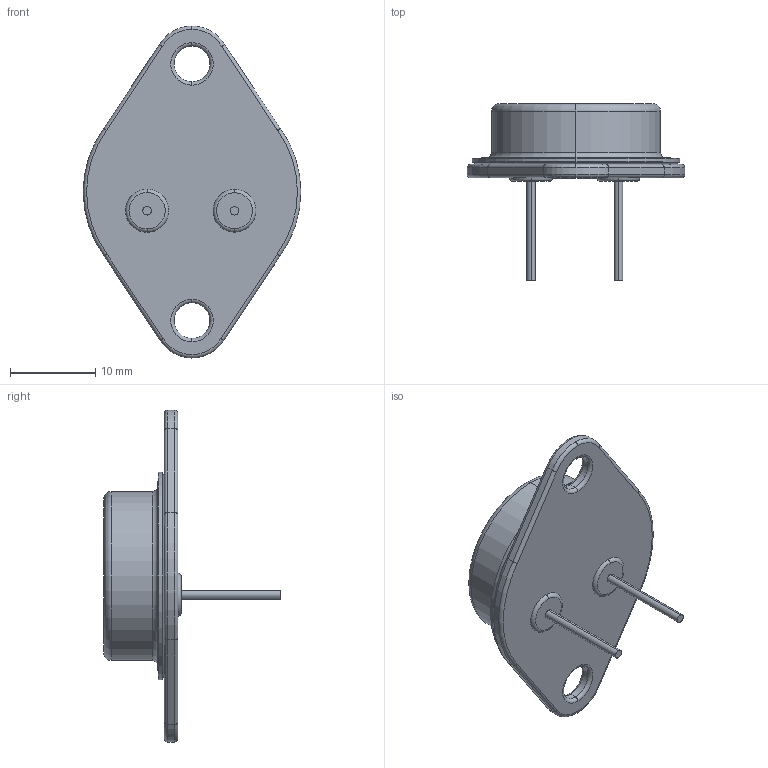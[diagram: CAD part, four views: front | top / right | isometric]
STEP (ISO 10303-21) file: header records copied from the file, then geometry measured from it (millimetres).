
FILE_DESCRIPTION (( 'STEP AP214' ), '1' );
FILE_NAME ('TO3.STEP', '2012-01-24T11:20:18', ( 'ASUS' ), ( 'asus' ), 'SwSTEP 2.0', 'SolidWorks 2010', '' );
FILE_SCHEMA (( 'AUTOMOTIVE_DESIGN' ));
Length unit declared in the file: millimetre
Products named in the file (1): TO3
Bounding box: 25.5 x 20.67 x 38.9 mm (x, y, z)
Volume: 3307.7 mm3; surface area: 1993.8 mm2
Topology: 1 solids, 1 shells, 100 faces, 348 edges, 275 vertices
Faces by surface type: torus 38, plane 31, cylinder 27, cone 4
Entity records: 5935 total; most frequent: CARTESIAN_POINT 1790, ORIENTED_EDGE 696, DIRECTION 600, EDGE_CURVE 348, VERTEX_POINT 275, AXIS2_PLACEMENT_3D 230, VECTOR 140, LINE 140
